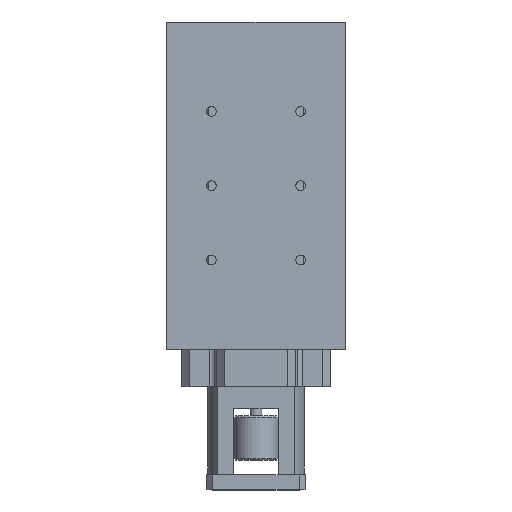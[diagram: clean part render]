
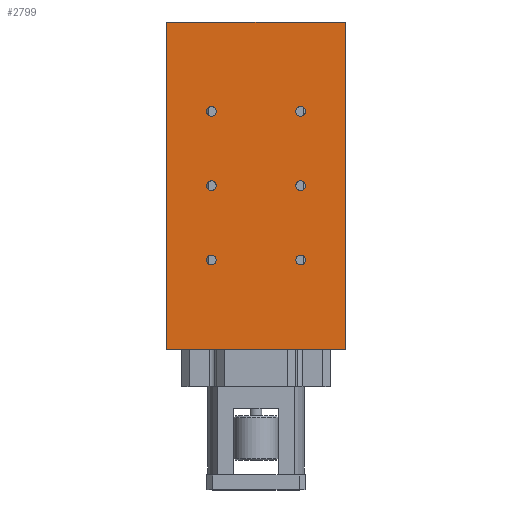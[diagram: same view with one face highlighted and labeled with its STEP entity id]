
A CAD part, top view. The second image highlights one B-rep face of the part: STEP entity #2799.
In plain terms, the highlighted planar face has unit normal (0, 0, 1).
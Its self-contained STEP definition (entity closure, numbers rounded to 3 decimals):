
#1686=CARTESIAN_POINT('',(-0.668,0.25,0.413));
#1687=VERTEX_POINT('',#1686);
#1720=CARTESIAN_POINT('',(-0.832,0.25,0.413));
#1721=VERTEX_POINT('',#1720);
#1728=CARTESIAN_POINT('',(-0.75,0.25,0.413));
#1729=DIRECTION('',(0.0,0.0,-1.0));
#1730=DIRECTION('',(1.0,0.0,0.0));
#1731=AXIS2_PLACEMENT_3D('',#1728,#1729,#1730);
#1732=CIRCLE('',#1731,0.082);
#1733=EDGE_CURVE('',#1687,#1721,#1732,.T.);
#1745=CARTESIAN_POINT('',(0.832,0.25,0.413));
#1746=VERTEX_POINT('',#1745);
#1762=CARTESIAN_POINT('',(0.668,0.25,0.413));
#1763=VERTEX_POINT('',#1762);
#1770=CARTESIAN_POINT('',(0.75,0.25,0.413));
#1771=DIRECTION('',(0.0,0.0,-1.0));
#1772=DIRECTION('',(1.0,0.0,0.0));
#1773=AXIS2_PLACEMENT_3D('',#1770,#1771,#1772);
#1774=CIRCLE('',#1773,0.082);
#1775=EDGE_CURVE('',#1746,#1763,#1774,.T.);
#1787=CARTESIAN_POINT('',(-0.668,1.5,0.413));
#1788=VERTEX_POINT('',#1787);
#1821=CARTESIAN_POINT('',(-0.832,1.5,0.413));
#1822=VERTEX_POINT('',#1821);
#1829=CARTESIAN_POINT('',(-0.75,1.5,0.413));
#1830=DIRECTION('',(0.0,0.0,-1.0));
#1831=DIRECTION('',(1.0,0.0,0.0));
#1832=AXIS2_PLACEMENT_3D('',#1829,#1830,#1831);
#1833=CIRCLE('',#1832,0.082);
#1834=EDGE_CURVE('',#1788,#1822,#1833,.T.);
#1846=CARTESIAN_POINT('',(0.832,1.5,0.413));
#1847=VERTEX_POINT('',#1846);
#1863=CARTESIAN_POINT('',(0.668,1.5,0.413));
#1864=VERTEX_POINT('',#1863);
#1871=CARTESIAN_POINT('',(0.75,1.5,0.413));
#1872=DIRECTION('',(0.0,0.0,-1.0));
#1873=DIRECTION('',(1.0,0.0,0.0));
#1874=AXIS2_PLACEMENT_3D('',#1871,#1872,#1873);
#1875=CIRCLE('',#1874,0.082);
#1876=EDGE_CURVE('',#1847,#1864,#1875,.T.);
#1888=CARTESIAN_POINT('',(-0.668,2.75,0.413));
#1889=VERTEX_POINT('',#1888);
#1922=CARTESIAN_POINT('',(-0.832,2.75,0.413));
#1923=VERTEX_POINT('',#1922);
#1930=CARTESIAN_POINT('',(-0.75,2.75,0.413));
#1931=DIRECTION('',(0.0,0.0,-1.0));
#1932=DIRECTION('',(1.0,0.0,0.0));
#1933=AXIS2_PLACEMENT_3D('',#1930,#1931,#1932);
#1934=CIRCLE('',#1933,0.082);
#1935=EDGE_CURVE('',#1889,#1923,#1934,.T.);
#1947=CARTESIAN_POINT('',(0.832,2.75,0.413));
#1948=VERTEX_POINT('',#1947);
#1964=CARTESIAN_POINT('',(0.668,2.75,0.413));
#1965=VERTEX_POINT('',#1964);
#1972=CARTESIAN_POINT('',(0.75,2.75,0.413));
#1973=DIRECTION('',(0.0,0.0,-1.0));
#1974=DIRECTION('',(1.0,0.0,0.0));
#1975=AXIS2_PLACEMENT_3D('',#1972,#1973,#1974);
#1976=CIRCLE('',#1975,0.082);
#1977=EDGE_CURVE('',#1948,#1965,#1976,.T.);
#1988=CARTESIAN_POINT('',(0.75,2.75,0.413));
#1989=DIRECTION('',(0.0,0.0,-1.0));
#1990=DIRECTION('',(1.0,0.0,0.0));
#1991=AXIS2_PLACEMENT_3D('',#1988,#1989,#1990);
#1992=CIRCLE('',#1991,0.082);
#1993=EDGE_CURVE('',#1965,#1948,#1992,.T.);
#2012=CARTESIAN_POINT('',(-0.75,2.75,0.413));
#2013=DIRECTION('',(0.0,0.0,-1.0));
#2014=DIRECTION('',(1.0,0.0,0.0));
#2015=AXIS2_PLACEMENT_3D('',#2012,#2013,#2014);
#2016=CIRCLE('',#2015,0.082);
#2017=EDGE_CURVE('',#1923,#1889,#2016,.T.);
#2053=CARTESIAN_POINT('',(0.75,1.5,0.413));
#2054=DIRECTION('',(0.0,0.0,-1.0));
#2055=DIRECTION('',(1.0,0.0,0.0));
#2056=AXIS2_PLACEMENT_3D('',#2053,#2054,#2055);
#2057=CIRCLE('',#2056,0.082);
#2058=EDGE_CURVE('',#1864,#1847,#2057,.T.);
#2077=CARTESIAN_POINT('',(-0.75,1.5,0.413));
#2078=DIRECTION('',(0.0,0.0,-1.0));
#2079=DIRECTION('',(1.0,0.0,0.0));
#2080=AXIS2_PLACEMENT_3D('',#2077,#2078,#2079);
#2081=CIRCLE('',#2080,0.082);
#2082=EDGE_CURVE('',#1822,#1788,#2081,.T.);
#2118=CARTESIAN_POINT('',(0.75,0.25,0.413));
#2119=DIRECTION('',(0.0,0.0,-1.0));
#2120=DIRECTION('',(1.0,0.0,0.0));
#2121=AXIS2_PLACEMENT_3D('',#2118,#2119,#2120);
#2122=CIRCLE('',#2121,0.082);
#2123=EDGE_CURVE('',#1763,#1746,#2122,.T.);
#2255=CARTESIAN_POINT('',(-0.75,0.25,0.413));
#2256=DIRECTION('',(0.0,0.0,-1.0));
#2257=DIRECTION('',(1.0,0.0,0.0));
#2258=AXIS2_PLACEMENT_3D('',#2255,#2256,#2257);
#2259=CIRCLE('',#2258,0.082);
#2260=EDGE_CURVE('',#1721,#1687,#2259,.T.);
#2406=CARTESIAN_POINT('',(-1.5,4.25,0.413));
#2407=VERTEX_POINT('',#2406);
#2414=CARTESIAN_POINT('',(1.5,4.25,0.413));
#2415=VERTEX_POINT('',#2414);
#2416=CARTESIAN_POINT('',(1.5,4.25,0.413));
#2417=DIRECTION('',(-1.0,0.0,0.0));
#2418=VECTOR('',#2417,3.0);
#2419=LINE('',#2416,#2418);
#2420=EDGE_CURVE('',#2415,#2407,#2419,.T.);
#2733=CARTESIAN_POINT('',(1.5,-1.25,0.413));
#2734=VERTEX_POINT('',#2733);
#2735=CARTESIAN_POINT('',(1.5,-1.25,0.413));
#2736=DIRECTION('',(0.0,1.0,0.0));
#2737=VECTOR('',#2736,5.5);
#2738=LINE('',#2735,#2737);
#2739=EDGE_CURVE('',#2734,#2415,#2738,.T.);
#2752=CARTESIAN_POINT('',(1.5,-1.25,0.413));
#2753=DIRECTION('',(0.0,0.0,1.0));
#2754=DIRECTION('',(1.0,0.0,0.0));
#2755=AXIS2_PLACEMENT_3D('',#2752,#2753,#2754);
#2756=PLANE('',#2755);
#2757=CARTESIAN_POINT('',(-1.5,-1.25,0.413));
#2758=VERTEX_POINT('',#2757);
#2759=CARTESIAN_POINT('',(-1.5,-1.25,0.413));
#2760=DIRECTION('',(0.0,1.0,0.0));
#2761=VECTOR('',#2760,5.5);
#2762=LINE('',#2759,#2761);
#2763=EDGE_CURVE('',#2758,#2407,#2762,.T.);
#2764=ORIENTED_EDGE('',*,*,#2763,.F.);
#2765=CARTESIAN_POINT('',(1.5,-1.25,0.413));
#2766=DIRECTION('',(-1.0,0.0,0.0));
#2767=VECTOR('',#2766,3.0);
#2768=LINE('',#2765,#2767);
#2769=EDGE_CURVE('',#2734,#2758,#2768,.T.);
#2770=ORIENTED_EDGE('',*,*,#2769,.F.);
#2771=ORIENTED_EDGE('',*,*,#2739,.T.);
#2772=ORIENTED_EDGE('',*,*,#2420,.T.);
#2773=EDGE_LOOP('',(#2764,#2770,#2771,#2772));
#2774=FACE_OUTER_BOUND('',#2773,.T.);
#2775=ORIENTED_EDGE('',*,*,#1977,.T.);
#2776=ORIENTED_EDGE('',*,*,#1993,.T.);
#2777=EDGE_LOOP('',(#2775,#2776));
#2778=FACE_BOUND('',#2777,.T.);
#2779=ORIENTED_EDGE('',*,*,#1935,.T.);
#2780=ORIENTED_EDGE('',*,*,#2017,.T.);
#2781=EDGE_LOOP('',(#2779,#2780));
#2782=FACE_BOUND('',#2781,.T.);
#2783=ORIENTED_EDGE('',*,*,#1876,.T.);
#2784=ORIENTED_EDGE('',*,*,#2058,.T.);
#2785=EDGE_LOOP('',(#2783,#2784));
#2786=FACE_BOUND('',#2785,.T.);
#2787=ORIENTED_EDGE('',*,*,#1834,.T.);
#2788=ORIENTED_EDGE('',*,*,#2082,.T.);
#2789=EDGE_LOOP('',(#2787,#2788));
#2790=FACE_BOUND('',#2789,.T.);
#2791=ORIENTED_EDGE('',*,*,#1775,.T.);
#2792=ORIENTED_EDGE('',*,*,#2123,.T.);
#2793=EDGE_LOOP('',(#2791,#2792));
#2794=FACE_BOUND('',#2793,.T.);
#2795=ORIENTED_EDGE('',*,*,#1733,.T.);
#2796=ORIENTED_EDGE('',*,*,#2260,.T.);
#2797=EDGE_LOOP('',(#2795,#2796));
#2798=FACE_BOUND('',#2797,.T.);
#2799=ADVANCED_FACE('',(#2774,#2778,#2782,#2786,#2790,#2794,#2798),#2756,.T.);
